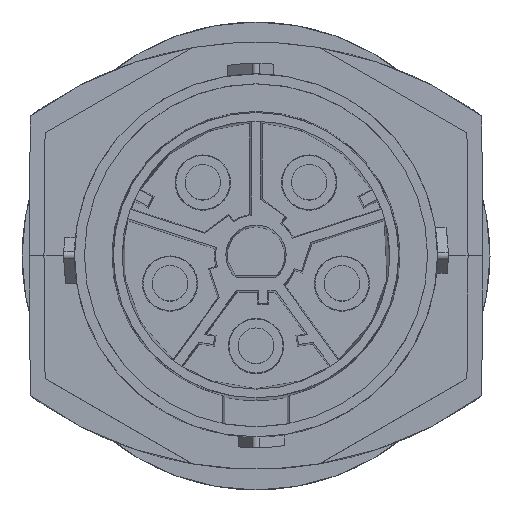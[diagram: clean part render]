
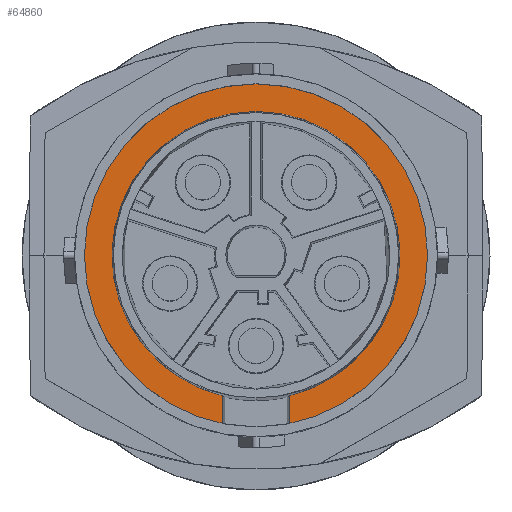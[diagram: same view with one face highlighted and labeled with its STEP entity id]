
A CAD part, top view. The second image highlights one B-rep face of the part: STEP entity #64860.
In plain terms, the highlighted face is planar.
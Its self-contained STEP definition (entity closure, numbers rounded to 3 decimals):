
#3570=CARTESIAN_POINT('',(-12.796,-17.921,
-8.1));
#3580=DIRECTION('',(1.,0.,0.));
#3590=DIRECTION('',(0.,0.,-1.));
#3600=AXIS2_PLACEMENT_3D('',#3570,#3580,#3590);
#3610=CIRCLE('',#3600,12.1);
#3620=CARTESIAN_POINT('',(-12.796,-6.061,
-5.703));
#3630=VERTEX_POINT('',#3620);
#3640=CARTESIAN_POINT('',(-12.796,-17.921,
4.));
#3650=VERTEX_POINT('',#3640);
#3660=EDGE_CURVE('',#3630,#3650,#3610,.T.);
#3890=CARTESIAN_POINT('',(-12.796,-17.921,
-20.2));
#3900=VERTEX_POINT('',#3890);
#3930=CARTESIAN_POINT('',(-12.796,-6.061,
-10.496));
#3940=VERTEX_POINT('',#3930);
#3950=EDGE_CURVE('',#3900,#3940,#3610,.T.);
#23350=CARTESIAN_POINT('',(-12.796,-8.054,
-5.703));
#23360=VERTEX_POINT('',#23350);
#23390=CARTESIAN_POINT('',(-12.796,-9.314,
-5.703));
#23400=DIRECTION('',(0.,1.,0.));
#23410=VECTOR('',#23400,1.);
#23420=LINE('',#23390,#23410);
#23430=EDGE_CURVE('',#23360,#3630,#23420,.T.);
#29480=CARTESIAN_POINT('',(-12.796,-9.314,
-10.496));
#29490=DIRECTION('',(0.,-1.,0.));
#29500=VECTOR('',#29490,1.);
#29510=LINE('',#29480,#29500);
#29520=CARTESIAN_POINT('',(-12.796,-8.054,
-10.496));
#29530=VERTEX_POINT('',#29520);
#29540=EDGE_CURVE('',#3940,#29530,#29510,.T.);
#64620=CARTESIAN_POINT('',(-12.796,-216.751,
-8.1));
#64630=DIRECTION('',(1.,0.,0.));
#64640=DIRECTION('',(0.,0.,-1.));
#64650=AXIS2_PLACEMENT_3D('',#64620,#64630,#64640);
#64660=PLANE('',#64650);
#64670=CARTESIAN_POINT('',(-12.796,-17.921,
-8.1));
#64680=DIRECTION('',(-1.,0.,0.));
#64690=DIRECTION('',(0.,-1.,0.));
#64700=AXIS2_PLACEMENT_3D('',#64670,#64680,#64690);
#64710=CIRCLE('',#64700,10.154);
#64720=CARTESIAN_POINT('',(-12.796,-28.075,
-8.1));
#64730=VERTEX_POINT('',#64720);
#64740=EDGE_CURVE('',#29530,#64730,#64710,.T.);
#64750=ORIENTED_EDGE('',*,*,#64740,.T.);
#64760=ORIENTED_EDGE('',*,*,#29540,.T.);
#64770=ORIENTED_EDGE('',*,*,#3950,.T.);
#64780=EDGE_CURVE('',#3650,#3900,#3610,.T.);
#64790=ORIENTED_EDGE('',*,*,#64780,.T.);
#64800=ORIENTED_EDGE('',*,*,#3660,.T.);
#64810=ORIENTED_EDGE('',*,*,#23430,.T.);
#64820=EDGE_CURVE('',#64730,#23360,#64710,.T.);
#64830=ORIENTED_EDGE('',*,*,#64820,.T.);
#64840=EDGE_LOOP('',(#64830,#64810,#64800,#64790,#64770,#64760,#64750));
#64850=FACE_OUTER_BOUND('',#64840,.T.);
#64860=ADVANCED_FACE('',(#64850),#64660,.T.);
